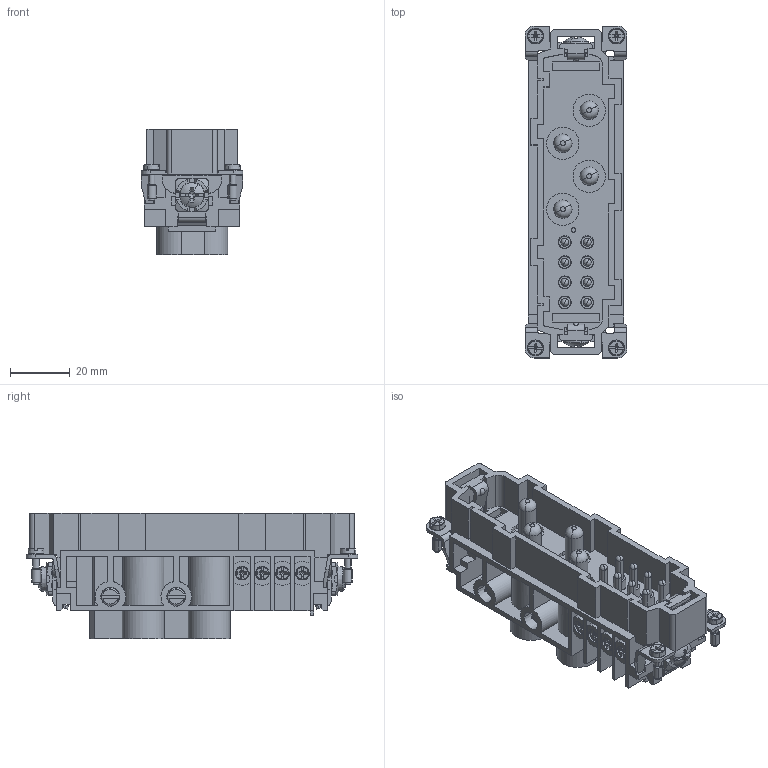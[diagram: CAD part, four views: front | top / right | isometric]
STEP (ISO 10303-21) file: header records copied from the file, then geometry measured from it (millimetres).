
FILE_DESCRIPTION(('CATIA V5 STEP','CAx-IF Rec.Pracs.--- Model Styling and Organization---1.2---2011-12-15'),'2;1');
FILE_NAME ('13473328_2', '2018-08-23T11:20:28+00:00', ('none'), ('Weidmueller'), 'CATIA Version 5-6 Release 2014 SP4 HF52', 'CATIA V5 STEP AP214', 'none');
FILE_SCHEMA(('AUTOMOTIVE_DESIGN { 1 0 10303 214 1 1 1 1 }'));
Products named in the file (1): 1023260000
Bounding box: 34 x 110.7 x 42 mm (x, y, z)
Volume: 46460.5 mm3; surface area: 52297.5 mm2
Topology: 13 solids, 13 shells, 2505 faces, 7472 edges, 4843 vertices
Faces by surface type: plane 1360, cone 468, cylinder 455, torus 168, bspline 44, sphere 6, revolution 4
Entity records: 85447 total; most frequent: CARTESIAN_POINT 25437, ORIENTED_EDGE 14832, DIRECTION 8640, EDGE_CURVE 7416, VERTEX_POINT 4843, VECTOR 3653, LINE 3653, AXIS2_PLACEMENT_3D 3395
